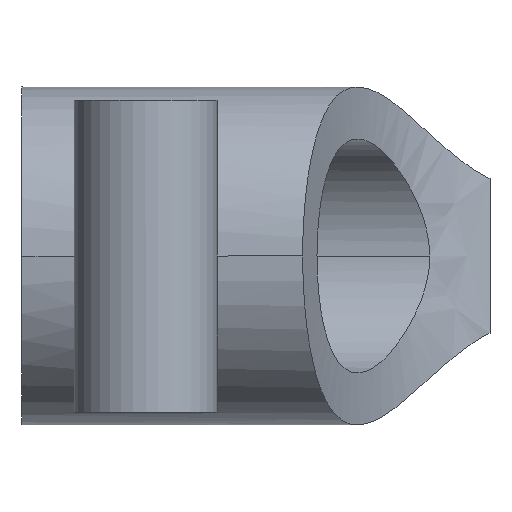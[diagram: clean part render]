
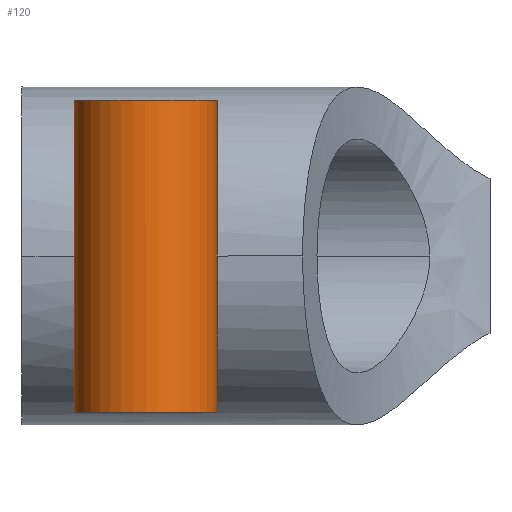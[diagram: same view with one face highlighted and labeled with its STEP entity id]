
A CAD part, front view. The second image highlights one B-rep face of the part: STEP entity #120.
In plain terms, the highlighted cylindrical face has radius 2.75 mm (diameter 5.5 mm), a partial arc.
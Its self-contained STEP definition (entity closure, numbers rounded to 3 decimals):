
#13 = DIRECTION ( 'NONE',  ( 0., 0., -1. ) ) ;
#26 = LINE ( 'NONE', #302, #181 ) ;
#29 = DIRECTION ( 'NONE',  ( -1., 0., 0. ) ) ;
#39 = VECTOR ( 'NONE', #13, 1000. ) ;
#43 = CARTESIAN_POINT ( 'NONE',  ( 2.75, 0., 10. ) ) ;
#93 = ORIENTED_EDGE ( 'NONE', *, *, #369, .F. ) ;
#100 = CARTESIAN_POINT ( 'NONE',  ( 2.75, 0., -1. ) ) ;
#120 = ADVANCED_FACE ( 'NONE', ( #183 ), #199, .T. ) ;
#125 = DIRECTION ( 'NONE',  ( 0., 0., -1. ) ) ;
#171 = LINE ( 'NONE', #1018, #39 ) ;
#174 = EDGE_CURVE ( 'NONE', #419, #1261, #994, .T. ) ;
#181 = VECTOR ( 'NONE', #1219, 1000. ) ;
#183 = FACE_OUTER_BOUND ( 'NONE', #744, .T. ) ;
#199 = CYLINDRICAL_SURFACE ( 'NONE', #378, 2.75 ) ;
#215 = LINE ( 'NONE', #43, #650 ) ;
#222 = DIRECTION ( 'NONE',  ( 0., 0., 1. ) ) ;
#226 = CARTESIAN_POINT ( 'NONE',  ( -2.75, 0., 11. ) ) ;
#231 = CARTESIAN_POINT ( 'NONE',  ( -2.75, 0., 10. ) ) ;
#244 = LINE ( 'NONE', #309, #405 ) ;
#257 = ORIENTED_EDGE ( 'NONE', *, *, #962, .F. ) ;
#292 = VERTEX_POINT ( 'NONE', #100 ) ;
#302 = CARTESIAN_POINT ( 'NONE',  ( -2.75, 0., 10. ) ) ;
#303 = EDGE_CURVE ( 'NONE', #304, #1248, #171, .T. ) ;
#304 = VERTEX_POINT ( 'NONE', #385 ) ;
#309 = CARTESIAN_POINT ( 'NONE',  ( 2.75, 0., 10. ) ) ;
#333 = DIRECTION ( 'NONE',  ( 0., 0., -1. ) ) ;
#339 = ORIENTED_EDGE ( 'NONE', *, *, #174, .F. ) ;
#354 = DIRECTION ( 'NONE',  ( 0., 0., -1. ) ) ;
#369 = EDGE_CURVE ( 'NONE', #292, #1248, #831, .T. ) ;
#378 = AXIS2_PLACEMENT_3D ( 'NONE', #1111, #1007, #29 ) ;
#385 = CARTESIAN_POINT ( 'NONE',  ( -2.75, 0., 0. ) ) ;
#396 = EDGE_CURVE ( 'NONE', #957, #292, #215, .T. ) ;
#405 = VECTOR ( 'NONE', #125, 1000. ) ;
#419 = VERTEX_POINT ( 'NONE', #226 ) ;
#498 = CARTESIAN_POINT ( 'NONE',  ( -2.75, 0., 10. ) ) ;
#500 = EDGE_CURVE ( 'NONE', #762, #304, #1030, .T. ) ;
#510 = VERTEX_POINT ( 'NONE', #1060 ) ;
#516 = CARTESIAN_POINT ( 'NONE',  ( 0., 0., 11. ) ) ;
#580 = ORIENTED_EDGE ( 'NONE', *, *, #396, .F. ) ;
#586 = AXIS2_PLACEMENT_3D ( 'NONE', #1201, #593, #1092 ) ;
#593 = DIRECTION ( 'NONE',  ( 0., 0., -1. ) ) ;
#594 = AXIS2_PLACEMENT_3D ( 'NONE', #516, #222, #727 ) ;
#634 = ORIENTED_EDGE ( 'NONE', *, *, #791, .F. ) ;
#638 = DIRECTION ( 'NONE',  ( 0., 0., -1. ) ) ;
#650 = VECTOR ( 'NONE', #333, 1000. ) ;
#727 = DIRECTION ( 'NONE',  ( 1., 0., 0. ) ) ;
#744 = EDGE_LOOP ( 'NONE', ( #634, #339, #923, #851, #850, #93, #580, #257 ) ) ;
#762 = VERTEX_POINT ( 'NONE', #498 ) ;
#766 = EDGE_CURVE ( 'NONE', #419, #762, #26, .T. ) ;
#776 = LINE ( 'NONE', #834, #811 ) ;
#791 = EDGE_CURVE ( 'NONE', #1261, #510, #244, .T. ) ;
#811 = VECTOR ( 'NONE', #354, 1000. ) ;
#831 = CIRCLE ( 'NONE', #586, 2.75 ) ;
#834 = CARTESIAN_POINT ( 'NONE',  ( 2.75, 0., 10. ) ) ;
#850 = ORIENTED_EDGE ( 'NONE', *, *, #303, .T. ) ;
#851 = ORIENTED_EDGE ( 'NONE', *, *, #500, .T. ) ;
#923 = ORIENTED_EDGE ( 'NONE', *, *, #766, .T. ) ;
#957 = VERTEX_POINT ( 'NONE', #1155 ) ;
#959 = CARTESIAN_POINT ( 'NONE',  ( -2.75, 0., -1. ) ) ;
#962 = EDGE_CURVE ( 'NONE', #510, #957, #776, .T. ) ;
#963 = VECTOR ( 'NONE', #638, 1000. ) ;
#994 = CIRCLE ( 'NONE', #594, 2.75 ) ;
#1007 = DIRECTION ( 'NONE',  ( 0., 0., -1. ) ) ;
#1018 = CARTESIAN_POINT ( 'NONE',  ( -2.75, 0., 10. ) ) ;
#1030 = LINE ( 'NONE', #231, #963 ) ;
#1060 = CARTESIAN_POINT ( 'NONE',  ( 2.75, 0., 10. ) ) ;
#1092 = DIRECTION ( 'NONE',  ( -1., 0., 0. ) ) ;
#1111 = CARTESIAN_POINT ( 'NONE',  ( 0., 0., 10. ) ) ;
#1155 = CARTESIAN_POINT ( 'NONE',  ( 2.75, 0., 0. ) ) ;
#1177 = CARTESIAN_POINT ( 'NONE',  ( 2.75, 0., 11. ) ) ;
#1201 = CARTESIAN_POINT ( 'NONE',  ( 0., 0., -1. ) ) ;
#1219 = DIRECTION ( 'NONE',  ( 0., 0., -1. ) ) ;
#1248 = VERTEX_POINT ( 'NONE', #959 ) ;
#1261 = VERTEX_POINT ( 'NONE', #1177 ) ;
